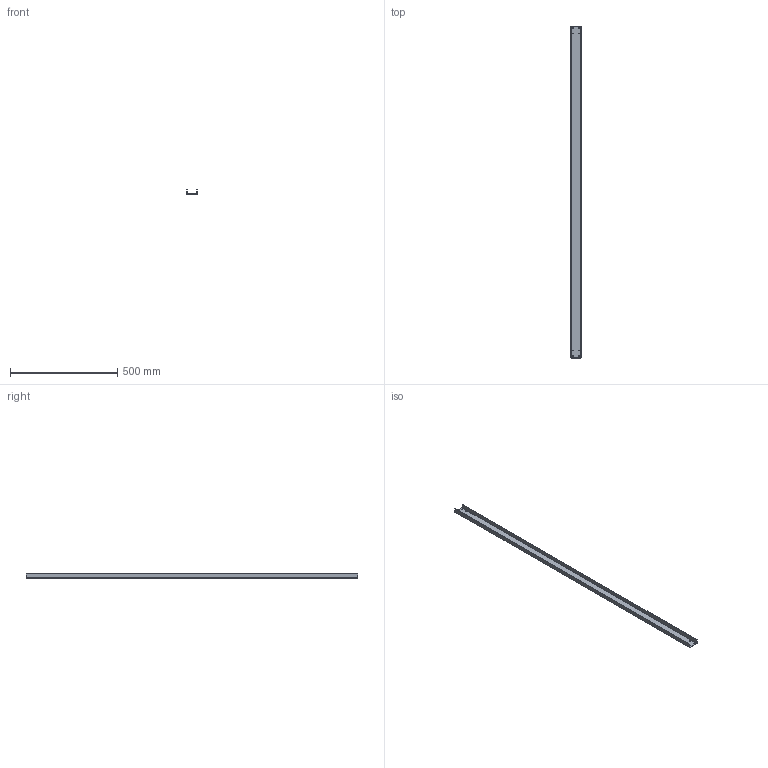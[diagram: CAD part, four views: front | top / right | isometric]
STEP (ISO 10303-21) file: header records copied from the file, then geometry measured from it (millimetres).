
FILE_DESCRIPTION(('HOOPS Exchange Step'),'2;1');
FILE_NAME('export-79CFA7C1-B896-428E-9ACF-A79449B4FEA0.stp','2022-05-29T17:29:39+03:00',('othaa'),('Alibre'),'HOOPS Exchange 2020.1','Alibre','Unknown authorisation');
FILE_SCHEMA( ('AP242_MANAGED_MODEL_BASED_3D_ENGINEERING_MIM_LF {1 0 10303 442 1 1 4 }') );
Length unit declared in the file: millimetre
Products named in the file (1): Inner channel
Bounding box: 50 x 1550 x 20 mm (x, y, z)
Volume: 261056.2 mm3; surface area: 267804.5 mm2
Topology: 1 solids, 1 shells, 22 faces, 76 edges, 56 vertices
Faces by surface type: cylinder 12, plane 10
Full cylindrical faces by diameter (mm): 4.2 x8
Entity records: 930 total; most frequent: DIRECTION 164, CARTESIAN_POINT 156, ORIENTED_EDGE 152, EDGE_CURVE 76, AXIS2_PLACEMENT_3D 64, VERTEX_POINT 56, EDGE_LOOP 38, FACE_BOUND 38
